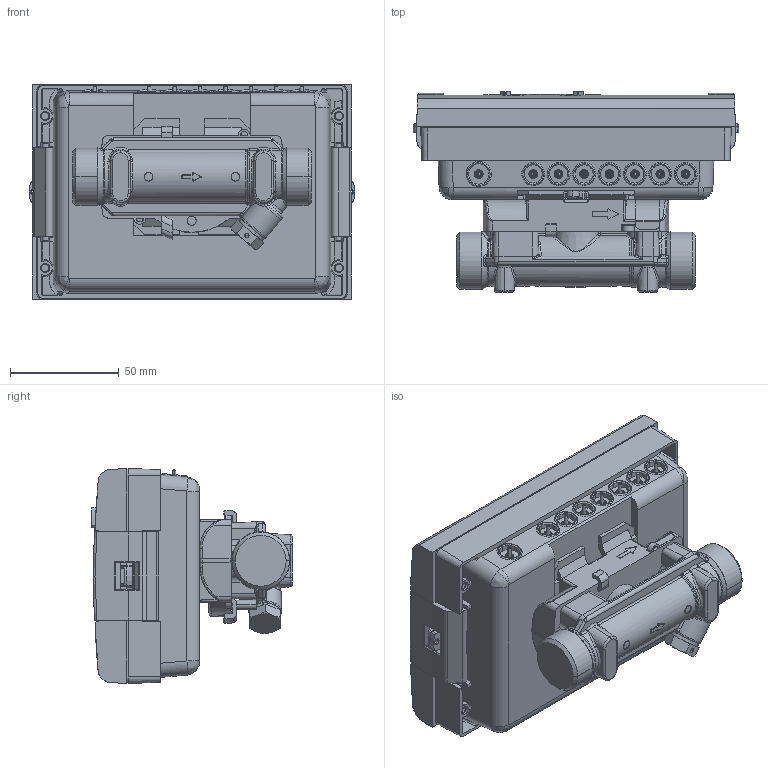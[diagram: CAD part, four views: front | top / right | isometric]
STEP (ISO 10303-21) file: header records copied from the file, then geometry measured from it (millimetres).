
FILE_DESCRIPTION (( 'STEP AP203' ), '1' );
FILE_NAME ('SHARKY775_DN15_110_G3_4B.step', '2016-06-23T14:43:41', ( 'Anwender' ), ( 'HYDROMETER GmbH' ), 'SwSTEP 2.0', 'SolidWorks 2014', '' );
FILE_SCHEMA (( 'CONFIG_CONTROL_DESIGN' ));
Length unit declared in the file: millimetre
Products named in the file (1): SHARKY775_DN15_110_G3_4B
Bounding box: 150.04 x 92.3 x 99 mm (x, y, z)
Volume: 708410.6 mm3; surface area: 92135.1 mm2
Topology: 2 solids, 2 shells, 3163 faces, 8455 edges, 5472 vertices
Faces by surface type: plane 1846, cylinder 631, bspline 435, cone 147, torus 76, sphere 28
Entity records: 121996 total; most frequent: CARTESIAN_POINT 46885, ORIENTED_EDGE 16848, DIRECTION 13677, EDGE_CURVE 8424, VERTEX_POINT 5470, LINE 5453, VECTOR 5453, AXIS2_PLACEMENT_3D 4112
